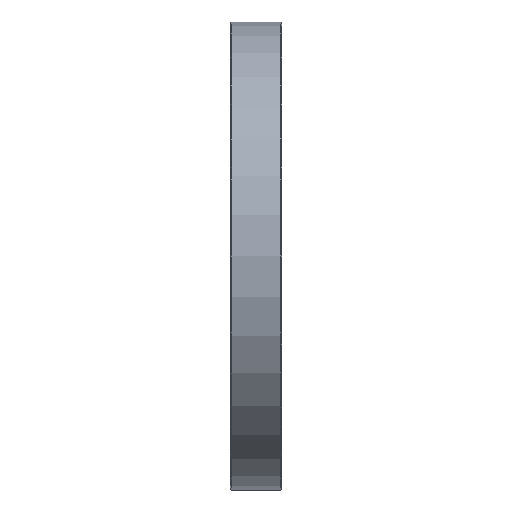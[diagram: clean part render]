
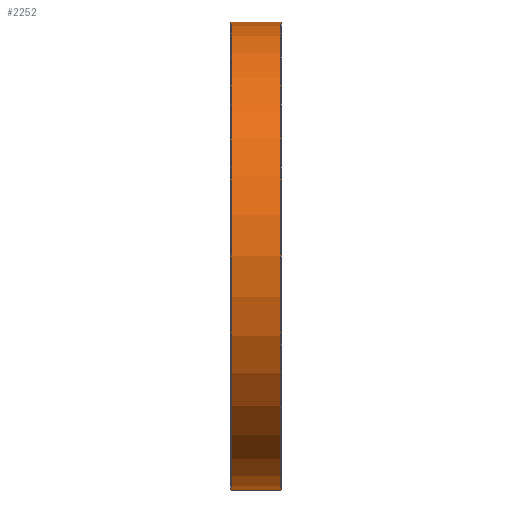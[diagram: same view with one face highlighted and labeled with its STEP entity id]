
A CAD part, left-side view. The second image highlights one B-rep face of the part: STEP entity #2252.
In plain terms, the highlighted cylindrical face has radius 101.2 mm (diameter 202.4 mm), a partial arc.
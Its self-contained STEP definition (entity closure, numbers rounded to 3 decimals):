
#63 = CARTESIAN_POINT ( 'NONE',  ( 0., 0.3, -101.2 ) ) ;
#101 = CARTESIAN_POINT ( 'NONE',  ( 0., 0.3, 101.2 ) ) ;
#131 = CARTESIAN_POINT ( 'NONE',  ( 0., 21.9, 101.2 ) ) ;
#141 = CARTESIAN_POINT ( 'NONE',  ( 0., 21.9, -101.2 ) ) ;
#169 = DIRECTION ( 'NONE',  ( 0., 0., 1. ) ) ;
#170 = DIRECTION ( 'NONE',  ( 0., 1., 0. ) ) ;
#171 = AXIS2_PLACEMENT_3D ( 'NONE', #203, #170, #169 ) ;
#203 = CARTESIAN_POINT ( 'NONE',  ( 0., 0.3, 0. ) ) ;
#204 = CIRCLE ( 'NONE', #171, 101.2 ) ;
#235 = CIRCLE ( 'NONE', #258, 101.2 ) ;
#236 = CARTESIAN_POINT ( 'NONE',  ( 0., -10.137, -101.2 ) ) ;
#237 = DIRECTION ( 'NONE',  ( 0., -1., 0. ) ) ;
#239 = LINE ( 'NONE', #236, #248 ) ;
#240 = DIRECTION ( 'NONE',  ( 0., 0., -1. ) ) ;
#247 = DIRECTION ( 'NONE',  ( 0., -1., 0. ) ) ;
#248 = VECTOR ( 'NONE', #247, 1000. ) ;
#249 = CARTESIAN_POINT ( 'NONE',  ( 0., -10.137, 101.2 ) ) ;
#250 = LINE ( 'NONE', #249, #337 ) ;
#255 = DIRECTION ( 'NONE',  ( 0., 0., -1. ) ) ;
#256 = DIRECTION ( 'NONE',  ( 0., -1., 0. ) ) ;
#257 = CARTESIAN_POINT ( 'NONE',  ( 0., 21.9, 0. ) ) ;
#258 = AXIS2_PLACEMENT_3D ( 'NONE', #257, #256, #255 ) ;
#259 = CARTESIAN_POINT ( 'NONE',  ( 0., -10.137, 0. ) ) ;
#261 = FACE_OUTER_BOUND ( 'NONE', #1968, .T. ) ;
#308 = AXIS2_PLACEMENT_3D ( 'NONE', #259, #237, #240 ) ;
#311 = CYLINDRICAL_SURFACE ( 'NONE', #308, 101.2 ) ;
#336 = DIRECTION ( 'NONE',  ( 0., -1., 0. ) ) ;
#337 = VECTOR ( 'NONE', #336, 1000. ) ;
#1968 = EDGE_LOOP ( 'NONE', ( #2357, #2248, #2249, #2324 ) ) ;
#2157 = VERTEX_POINT ( 'NONE', #63 ) ;
#2165 = VERTEX_POINT ( 'NONE', #131 ) ;
#2179 = VERTEX_POINT ( 'NONE', #141 ) ;
#2226 = VERTEX_POINT ( 'NONE', #101 ) ;
#2247 = EDGE_CURVE ( 'NONE', #2165, #2179, #235, .T. ) ;
#2248 = ORIENTED_EDGE ( 'NONE', *, *, #2247, .T. ) ;
#2249 = ORIENTED_EDGE ( 'NONE', *, *, #2254, .T. ) ;
#2252 = ADVANCED_FACE ( 'NONE', ( #261 ), #311, .T. ) ;
#2254 = EDGE_CURVE ( 'NONE', #2179, #2157, #239, .T. ) ;
#2256 = EDGE_CURVE ( 'NONE', #2165, #2226, #250, .T. ) ;
#2323 = EDGE_CURVE ( 'NONE', #2157, #2226, #204, .T. ) ;
#2324 = ORIENTED_EDGE ( 'NONE', *, *, #2323, .T. ) ;
#2357 = ORIENTED_EDGE ( 'NONE', *, *, #2256, .F. ) ;
